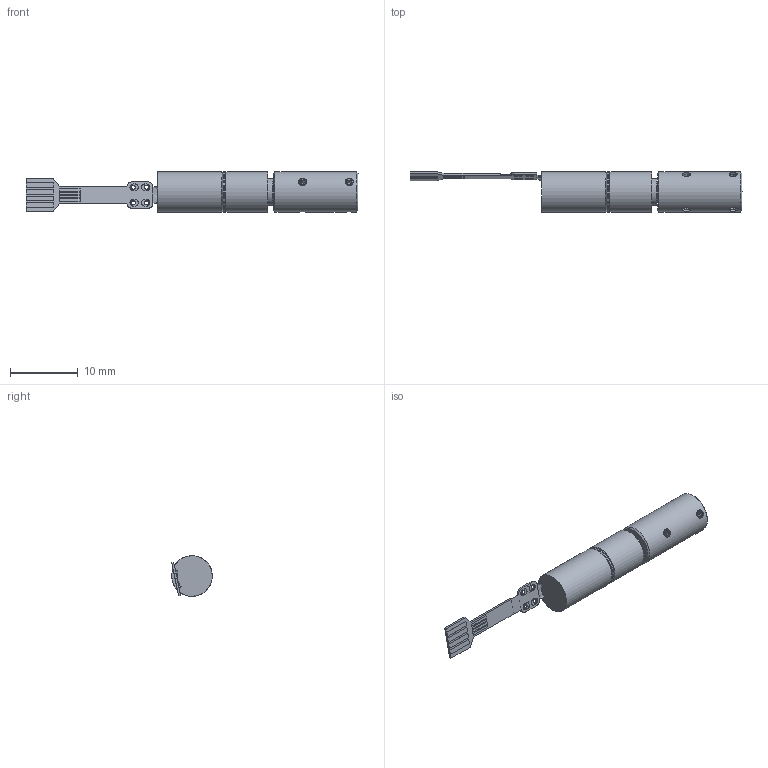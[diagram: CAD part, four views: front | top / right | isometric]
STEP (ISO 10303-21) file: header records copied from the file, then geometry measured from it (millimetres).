
FILE_DESCRIPTION(/* description */ (''),/* implementation_level */ '2;1');
FILE_NAME(/* name */ 'model_product_id18.stp',/* time_stamp */ '2016-07-19T09:37:57+02:00',/* author */ ('SD'),/* organization */ ('Micromotion GmbH Germany'),/* preprocessor_version */ 'ST-DEVELOPER v16.1',/* originating_system */ 'Autodesk Inventor 2016',/* authorisation */ '');
FILE_SCHEMA (('AUTOMOTIVE_DESIGN { 1 0 10303 214 3 1 1 }'));
Length unit declared in the file: millimetre
Products named in the file (1): model_product_id18
Bounding box: 49.17 x 6 x 6 mm (x, y, z)
Volume: 808.5 mm3; surface area: 891.9 mm2
Topology: 1 solids, 1 shells, 220 faces, 573 edges, 384 vertices
Faces by surface type: plane 136, cylinder 53, cone 28, bspline 2, torus 1
Full cylindrical faces by diameter (mm): 0.6 x4, 1.221 x6, 1.5 x1, 2 x2, 2.25 x1, 3.2 x1, 4 x1, 5.5 x1, 6 x4
Entity records: 6951 total; most frequent: CARTESIAN_POINT 1742, ORIENTED_EDGE 970, DIRECTION 955, EDGE_CURVE 485, VERTEX_POINT 348, AXIS2_PLACEMENT_3D 333, EDGE_LOOP 311, LINE 289
